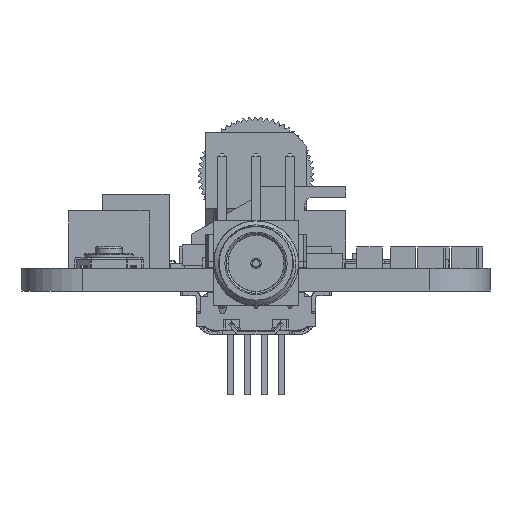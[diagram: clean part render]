
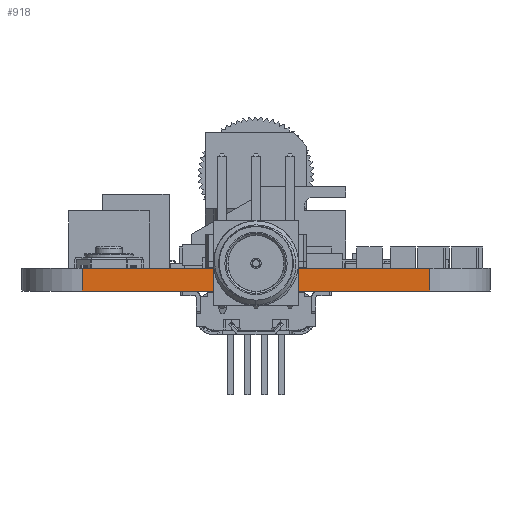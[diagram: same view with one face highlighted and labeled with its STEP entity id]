
A CAD part, left-side view. The second image highlights one B-rep face of the part: STEP entity #918.
In plain terms, the highlighted planar face has unit normal (-1, 0, 0).
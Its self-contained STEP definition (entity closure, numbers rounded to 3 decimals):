
#891 = VERTEX_POINT('',#892);
#892 = CARTESIAN_POINT('',(-35.,13.,1.691));
#899 = EDGE_CURVE('',#900,#891,#902,.T.);
#900 = VERTEX_POINT('',#901);
#901 = CARTESIAN_POINT('',(-35.,13.,0.));
#902 = LINE('',#903,#904);
#903 = CARTESIAN_POINT('',(-35.,13.,0.));
#904 = VECTOR('',#905,1.);
#905 = DIRECTION('',(0.,0.,1.));
#918 = ADVANCED_FACE('',(#919),#944,.F.);
#919 = FACE_BOUND('',#920,.F.);
#920 = EDGE_LOOP('',(#921,#922,#930,#938));
#921 = ORIENTED_EDGE('',*,*,#899,.T.);
#922 = ORIENTED_EDGE('',*,*,#923,.T.);
#923 = EDGE_CURVE('',#891,#924,#926,.T.);
#924 = VERTEX_POINT('',#925);
#925 = CARTESIAN_POINT('',(-35.,-13.,1.691));
#926 = LINE('',#927,#928);
#927 = CARTESIAN_POINT('',(-35.,13.,1.691));
#928 = VECTOR('',#929,1.);
#929 = DIRECTION('',(0.,-1.,0.));
#930 = ORIENTED_EDGE('',*,*,#931,.F.);
#931 = EDGE_CURVE('',#932,#924,#934,.T.);
#932 = VERTEX_POINT('',#933);
#933 = CARTESIAN_POINT('',(-35.,-13.,0.));
#934 = LINE('',#935,#936);
#935 = CARTESIAN_POINT('',(-35.,-13.,0.));
#936 = VECTOR('',#937,1.);
#937 = DIRECTION('',(0.,0.,1.));
#938 = ORIENTED_EDGE('',*,*,#939,.F.);
#939 = EDGE_CURVE('',#900,#932,#940,.T.);
#940 = LINE('',#941,#942);
#941 = CARTESIAN_POINT('',(-35.,13.,0.));
#942 = VECTOR('',#943,1.);
#943 = DIRECTION('',(0.,-1.,0.));
#944 = PLANE('',#945);
#945 = AXIS2_PLACEMENT_3D('',#946,#947,#948);
#946 = CARTESIAN_POINT('',(-35.,13.,0.));
#947 = DIRECTION('',(1.,0.,-0.));
#948 = DIRECTION('',(0.,-1.,0.));
